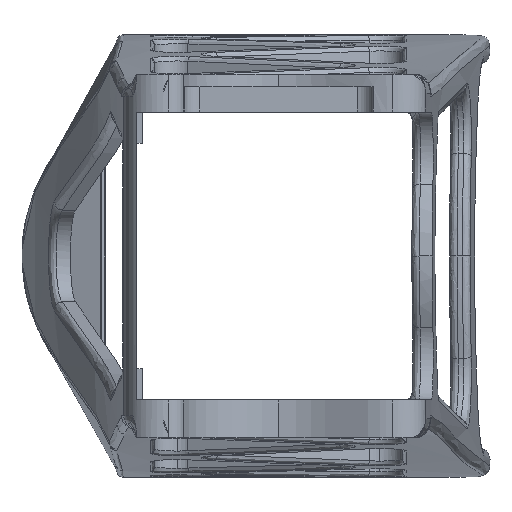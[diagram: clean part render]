
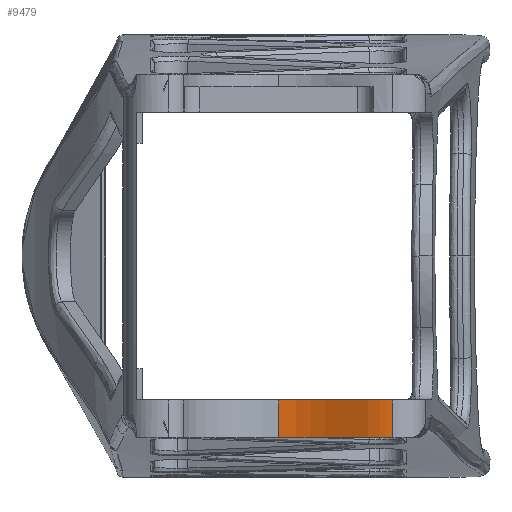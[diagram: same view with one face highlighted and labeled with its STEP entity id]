
A CAD part, front view. The second image highlights one B-rep face of the part: STEP entity #9479.
In plain terms, the highlighted free-form (B-spline) face has degree [3, 1] with [4, 2] control points.
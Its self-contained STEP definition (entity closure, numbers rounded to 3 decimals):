
#1640 = VERTEX_POINT ( 'NONE', #19615 ) ;
#2109 = CARTESIAN_POINT ( 'NONE',  ( 9.915, 8.162, -18.903 ) ) ;
#2828 = CARTESIAN_POINT ( 'NONE',  ( 15., 8.162, -23.845 ) ) ;
#4144 = EDGE_LOOP ( 'NONE', ( #5781, #10601, #16526, #5326 ) ) ;
#4805 = CARTESIAN_POINT ( 'NONE',  ( 0., 12.771, -23.845 ) ) ;
#5064 = B_SPLINE_CURVE_WITH_KNOTS ( 'NONE', 3,
 ( #25778, #6663, #22907, #15060 ),
 .UNSPECIFIED., .F., .F.,
 ( 4, 4 ),
 ( 0., 1. ),
 .UNSPECIFIED. ) ;
#5326 = ORIENTED_EDGE ( 'NONE', *, *, #31819, .T. ) ;
#5781 = ORIENTED_EDGE ( 'NONE', *, *, #29743, .T. ) ;
#6663 = CARTESIAN_POINT ( 'NONE',  ( 6.561, 12.771, -18.903 ) ) ;
#8337 = DIRECTION ( 'NONE',  ( 0., 0., -1. ) ) ;
#9390 = CARTESIAN_POINT ( 'NONE',  ( 0., 12.771, -23.845 ) ) ;
#9479 = ADVANCED_FACE ( 'NONE', ( #29288 ), #21403, .T. ) ;
#9952 = VERTEX_POINT ( 'NONE', #22437 ) ;
#10158 = CARTESIAN_POINT ( 'NONE',  ( 0., 12.771, -18.903 ) ) ;
#10601 = ORIENTED_EDGE ( 'NONE', *, *, #19662, .F. ) ;
#11346 = B_SPLINE_CURVE_WITH_KNOTS ( 'NONE', 3,
 ( #9390, #34078, #25838, #12249 ),
 .UNSPECIFIED., .F., .F.,
 ( 4, 4 ),
 ( 0., 1. ),
 .UNSPECIFIED. ) ;
#11690 = LINE ( 'NONE', #22747, #27511 ) ;
#12249 = CARTESIAN_POINT ( 'NONE',  ( 15., 8.162, -23.845 ) ) ;
#13723 = CARTESIAN_POINT ( 'NONE',  ( 9.915, 8.162, -23.845 ) ) ;
#14541 = DIRECTION ( 'NONE',  ( 0., 0., -1. ) ) ;
#14912 = VERTEX_POINT ( 'NONE', #21703 ) ;
#15060 = CARTESIAN_POINT ( 'NONE',  ( 15., 8.162, -18.903 ) ) ;
#15681 = CARTESIAN_POINT ( 'NONE',  ( 6.561, 12.771, -18.903 ) ) ;
#15949 = VECTOR ( 'NONE', #8337, 1000. ) ;
#16526 = ORIENTED_EDGE ( 'NONE', *, *, #32002, .F. ) ;
#18302 = VERTEX_POINT ( 'NONE', #33184 ) ;
#19233 = LINE ( 'NONE', #32846, #15949 ) ;
#19615 = CARTESIAN_POINT ( 'NONE',  ( 15., 8.162, -18.903 ) ) ;
#19662 = EDGE_CURVE ( 'NONE', #1640, #14912, #11690, .T. ) ;
#21403 = B_SPLINE_SURFACE_WITH_KNOTS ( 'NONE', 3, 1, ( 
 ( #10158, #4805 ),
 ( #15681, #26602 ),
 ( #2109, #13723 ),
 ( #32871, #2828 ) ),
 .UNSPECIFIED., .F., .F., .F.,
 ( 4, 4 ),
 ( 2, 2 ),
 ( 0., 1. ),
 ( 0., 1. ),
 .UNSPECIFIED. ) ;
#21703 = CARTESIAN_POINT ( 'NONE',  ( 15., 8.162, -23.845 ) ) ;
#22437 = CARTESIAN_POINT ( 'NONE',  ( 0., 12.771, -23.845 ) ) ;
#22747 = CARTESIAN_POINT ( 'NONE',  ( 15., 8.162, 31.053 ) ) ;
#22907 = CARTESIAN_POINT ( 'NONE',  ( 9.915, 8.162, -18.903 ) ) ;
#25778 = CARTESIAN_POINT ( 'NONE',  ( 0., 12.771, -18.903 ) ) ;
#25838 = CARTESIAN_POINT ( 'NONE',  ( 9.915, 8.162, -23.845 ) ) ;
#26602 = CARTESIAN_POINT ( 'NONE',  ( 6.561, 12.771, -23.845 ) ) ;
#27511 = VECTOR ( 'NONE', #14541, 1000. ) ;
#29288 = FACE_OUTER_BOUND ( 'NONE', #4144, .T. ) ;
#29743 = EDGE_CURVE ( 'NONE', #9952, #14912, #11346, .T. ) ;
#31819 = EDGE_CURVE ( 'NONE', #18302, #9952, #19233, .T. ) ;
#32002 = EDGE_CURVE ( 'NONE', #18302, #1640, #5064, .T. ) ;
#32846 = CARTESIAN_POINT ( 'NONE',  ( 0., 12.771, 31.053 ) ) ;
#32871 = CARTESIAN_POINT ( 'NONE',  ( 15., 8.162, -18.903 ) ) ;
#33184 = CARTESIAN_POINT ( 'NONE',  ( 0., 12.771, -18.903 ) ) ;
#34078 = CARTESIAN_POINT ( 'NONE',  ( 6.561, 12.771, -23.845 ) ) ;
